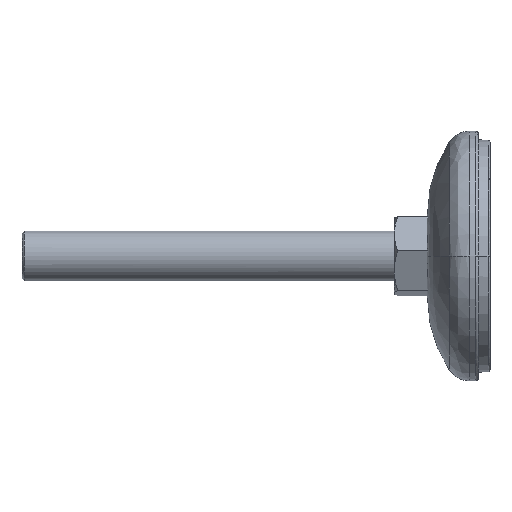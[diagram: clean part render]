
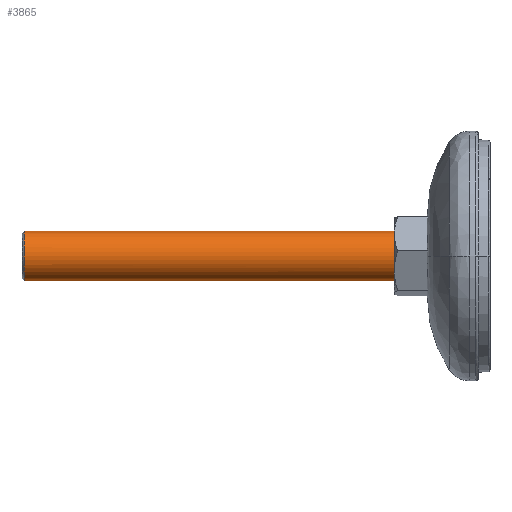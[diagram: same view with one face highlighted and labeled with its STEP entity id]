
A CAD part, left-side view. The second image highlights one B-rep face of the part: STEP entity #3865.
In plain terms, the highlighted cylindrical face has radius 12 mm (diameter 24 mm), a partial arc.
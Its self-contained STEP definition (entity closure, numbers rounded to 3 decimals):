
#12 = EDGE_CURVE ( 'NONE', #8633, #6455, #6237, .T. ) ;
#192 = LINE ( 'NONE', #4264, #8304 ) ;
#627 = AXIS2_PLACEMENT_3D ( 'NONE', #4391, #7842, #5804 ) ;
#638 = ORIENTED_EDGE ( 'NONE', *, *, #12, .F. ) ;
#714 = ORIENTED_EDGE ( 'NONE', *, *, #2321, .F. ) ;
#862 = LINE ( 'NONE', #7167, #8420 ) ;
#919 = AXIS2_PLACEMENT_3D ( 'NONE', #5705, #3506, #7178 ) ;
#922 = CIRCLE ( 'NONE', #3084, 12. ) ;
#956 = DIRECTION ( 'NONE',  ( 0., 0., -1. ) ) ;
#982 = DIRECTION ( 'NONE',  ( 0., 0., -1. ) ) ;
#1691 = CARTESIAN_POINT ( 'NONE',  ( 0., -31.99, -12. ) ) ;
#2032 = CARTESIAN_POINT ( 'NONE',  ( -9.5, 34.7, 7.331 ) ) ;
#2321 = EDGE_CURVE ( 'NONE', #6209, #3365, #8080, .T. ) ;
#2324 = CARTESIAN_POINT ( 'NONE',  ( 0., 32., 12. ) ) ;
#2553 = ORIENTED_EDGE ( 'NONE', *, *, #6873, .F. ) ;
#2595 = VERTEX_POINT ( 'NONE', #8840 ) ;
#2676 = CARTESIAN_POINT ( 'NONE',  ( 0., 34.7, 0. ) ) ;
#3084 = AXIS2_PLACEMENT_3D ( 'NONE', #8446, #7144, #982 ) ;
#3129 = DIRECTION ( 'NONE',  ( 0., 1., 0. ) ) ;
#3187 = EDGE_LOOP ( 'NONE', ( #7085, #4400, #4502, #638 ) ) ;
#3271 = DIRECTION ( 'NONE',  ( 0., -1., 0. ) ) ;
#3352 = VERTEX_POINT ( 'NONE', #7197 ) ;
#3365 = VERTEX_POINT ( 'NONE', #7768 ) ;
#3506 = DIRECTION ( 'NONE',  ( 0., -1., 0. ) ) ;
#3739 = DIRECTION ( 'NONE',  ( 0., -1., 0. ) ) ;
#3865 = ADVANCED_FACE ( 'NONE', ( #4049, #8468 ), #6436, .T. ) ;
#4023 = DIRECTION ( 'NONE',  ( 0., 1., 0. ) ) ;
#4049 = FACE_OUTER_BOUND ( 'NONE', #3187, .T. ) ;
#4077 = VERTEX_POINT ( 'NONE', #2032 ) ;
#4264 = CARTESIAN_POINT ( 'NONE',  ( -9.5, -31.99, 7.331 ) ) ;
#4267 = ORIENTED_EDGE ( 'NONE', *, *, #4543, .F. ) ;
#4391 = CARTESIAN_POINT ( 'NONE',  ( 0., 42.7, 0. ) ) ;
#4400 = ORIENTED_EDGE ( 'NONE', *, *, #7351, .T. ) ;
#4502 = ORIENTED_EDGE ( 'NONE', *, *, #8265, .T. ) ;
#4543 = EDGE_CURVE ( 'NONE', #3365, #4077, #7843, .T. ) ;
#4665 = EDGE_CURVE ( 'NONE', #4077, #3352, #192, .T. ) ;
#5008 = CARTESIAN_POINT ( 'NONE',  ( 0., -31.99, 0. ) ) ;
#5160 = DIRECTION ( 'NONE',  ( 0., -1., 0. ) ) ;
#5268 = CARTESIAN_POINT ( 'NONE',  ( -9.5, -31.99, -7.331 ) ) ;
#5705 = CARTESIAN_POINT ( 'NONE',  ( 0., 32., 0. ) ) ;
#5804 = DIRECTION ( 'NONE',  ( 0., 0., 1. ) ) ;
#6209 = VERTEX_POINT ( 'NONE', #6765 ) ;
#6237 = CIRCLE ( 'NONE', #919, 12. ) ;
#6271 = AXIS2_PLACEMENT_3D ( 'NONE', #2676, #4023, #7476 ) ;
#6436 = CYLINDRICAL_SURFACE ( 'NONE', #6969, 12. ) ;
#6455 = VERTEX_POINT ( 'NONE', #7504 ) ;
#6514 = DIRECTION ( 'NONE',  ( 0., -1., 0. ) ) ;
#6765 = CARTESIAN_POINT ( 'NONE',  ( -9.5, 42.7, -7.331 ) ) ;
#6771 = ORIENTED_EDGE ( 'NONE', *, *, #4665, .F. ) ;
#6873 = EDGE_CURVE ( 'NONE', #3352, #6209, #7087, .T. ) ;
#6969 = AXIS2_PLACEMENT_3D ( 'NONE', #5008, #6514, #956 ) ;
#7085 = ORIENTED_EDGE ( 'NONE', *, *, #8542, .F. ) ;
#7087 = CIRCLE ( 'NONE', #627, 12. ) ;
#7144 = DIRECTION ( 'NONE',  ( 0., -1., 0. ) ) ;
#7167 = CARTESIAN_POINT ( 'NONE',  ( 0., -31.99, 12. ) ) ;
#7178 = DIRECTION ( 'NONE',  ( 0., 0., -1. ) ) ;
#7197 = CARTESIAN_POINT ( 'NONE',  ( -9.5, 42.7, 7.331 ) ) ;
#7351 = EDGE_CURVE ( 'NONE', #2595, #8725, #922, .T. ) ;
#7384 = EDGE_LOOP ( 'NONE', ( #2553, #6771, #4267, #714 ) ) ;
#7476 = DIRECTION ( 'NONE',  ( 0., 0., -1. ) ) ;
#7504 = CARTESIAN_POINT ( 'NONE',  ( 0., 32., -12. ) ) ;
#7768 = CARTESIAN_POINT ( 'NONE',  ( -9.5, 34.7, -7.331 ) ) ;
#7842 = DIRECTION ( 'NONE',  ( 0., -1., 0. ) ) ;
#7843 = CIRCLE ( 'NONE', #6271, 12. ) ;
#7852 = VECTOR ( 'NONE', #3271, 1000. ) ;
#7925 = LINE ( 'NONE', #1691, #8261 ) ;
#8080 = LINE ( 'NONE', #5268, #7852 ) ;
#8261 = VECTOR ( 'NONE', #5160, 1000. ) ;
#8265 = EDGE_CURVE ( 'NONE', #8725, #6455, #7925, .T. ) ;
#8304 = VECTOR ( 'NONE', #3129, 1000. ) ;
#8420 = VECTOR ( 'NONE', #3739, 1000. ) ;
#8446 = CARTESIAN_POINT ( 'NONE',  ( 0., 220.7, 0. ) ) ;
#8468 = FACE_BOUND ( 'NONE', #7384, .T. ) ;
#8542 = EDGE_CURVE ( 'NONE', #2595, #8633, #862, .T. ) ;
#8633 = VERTEX_POINT ( 'NONE', #2324 ) ;
#8725 = VERTEX_POINT ( 'NONE', #8739 ) ;
#8739 = CARTESIAN_POINT ( 'NONE',  ( 0., 220.7, -12. ) ) ;
#8840 = CARTESIAN_POINT ( 'NONE',  ( 0., 220.7, 12. ) ) ;
